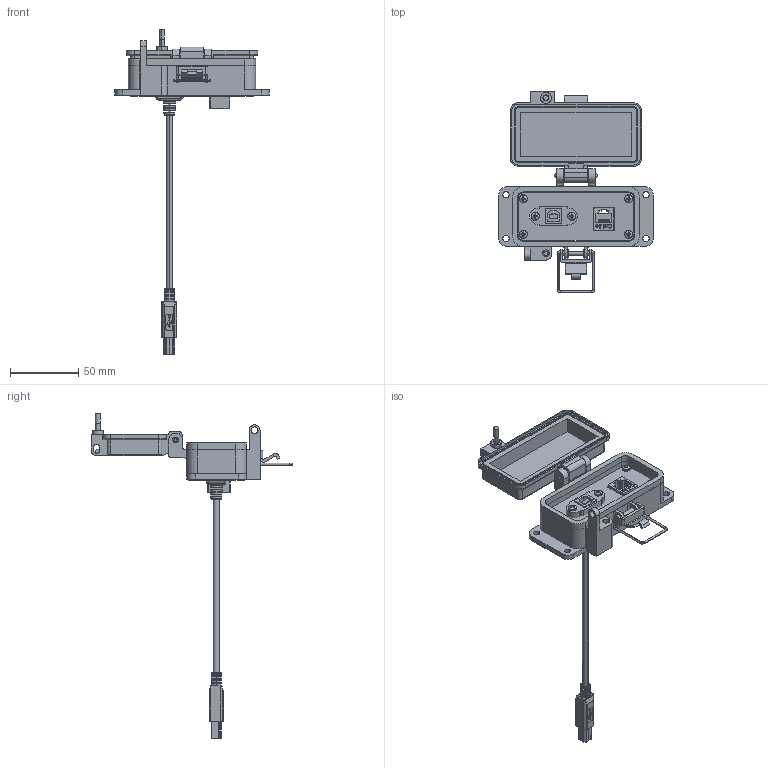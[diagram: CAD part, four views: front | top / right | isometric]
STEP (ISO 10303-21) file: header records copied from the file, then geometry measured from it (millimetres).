
FILE_DESCRIPTION (( 'STEP AP203' ), '1' );
FILE_NAME ('P-P15R2-F2RX_3D.STEP', '2020-12-02T15:42:11', ( '' ), ( '' ), 'SwSTEP 2.0', 'SolidWorks 2019', '' );
FILE_SCHEMA (( 'CONFIG_CONTROL_DESIGN' ));
Length unit declared in the file: millimetre
Products named in the file (14): Z-002-M3HN_93825A110; P-P15R2-F2RX_3D; P-P15R2-F2RX_FP060_1; -F2; Z-300-RJ45CAT5; P-P15R2-F2RX_TP060_1; Z-000-4243316TFP; R2; 92005A124_METRIC PAN HEAD PHILLIPS MACHINE SCREW_92005A124; P-P15R2-F2RX_BP180_1; Z-H-F2_B; M3PH_16M3; P15; Z-020-3044
Assembly tree (20 placements, depth 3):
  P-P15R2-F2RX_3D
    P-P15R2-F2RX_BP180_1
    P-P15R2-F2RX_TP060_1
    Z-000-4243316TFP  x3
    P15
      Z-020-3044
    M3PH_16M3  x2
    Z-002-M3HN_93825A110  x2
    P-P15R2-F2RX_FP060_1
    R2
      Z-300-RJ45CAT5
    -F2
      Z-H-F2_B
    92005A124_METRIC PAN HEAD PHILLIPS MACHINE SCREW_92005A124  x4
Bounding box: 113 x 147.61 x 237.54 mm (x, y, z)
Volume: 98885.9 mm3; surface area: 78865.8 mm2
Topology: 35 solids, 35 shells, 2932 faces, 8153 edges, 5358 vertices
Faces by surface type: cylinder 1383, plane 1034, bspline 288, cone 163, sphere 36, torus 28
Entity records: 79429 total; most frequent: CARTESIAN_POINT 31123, ORIENTED_EDGE 10676, DIRECTION 8498, EDGE_CURVE 5338, VERTEX_POINT 3506, VECTOR 2998, LINE 2998, AXIS2_PLACEMENT_3D 2750
